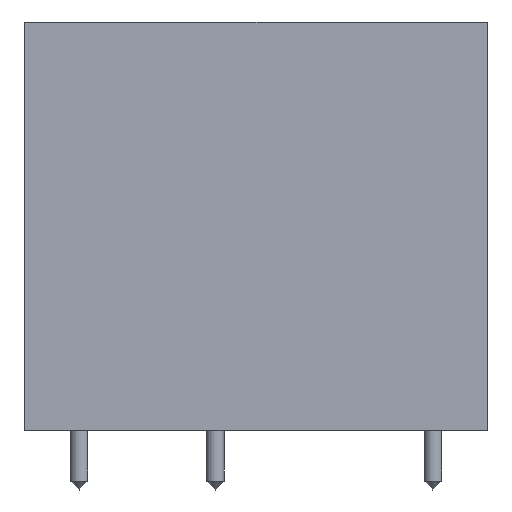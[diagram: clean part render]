
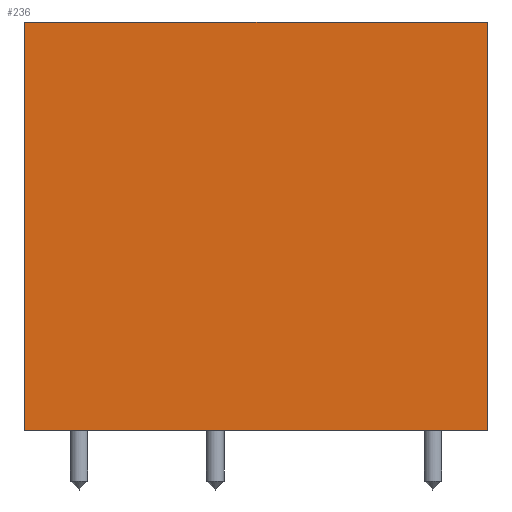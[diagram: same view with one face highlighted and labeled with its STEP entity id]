
A CAD part, left-side view. The second image highlights one B-rep face of the part: STEP entity #236.
In plain terms, the highlighted planar face has unit normal (-1, 0, 0).
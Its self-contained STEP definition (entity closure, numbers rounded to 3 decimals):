
#21=PLANE('',#272);
#39=FACE_OUTER_BOUND('',#53,.T.);
#53=EDGE_LOOP('',(#196,#197,#198,#199));
#77=LINE('',#383,#97);
#85=LINE('',#398,#105);
#86=LINE('',#400,#106);
#87=LINE('',#401,#107);
#97=VECTOR('',#320,10.);
#105=VECTOR('',#332,10.);
#106=VECTOR('',#335,10.);
#107=VECTOR('',#336,10.);
#121=VERTEX_POINT('',#380);
#122=VERTEX_POINT('',#382);
#126=VERTEX_POINT('',#394);
#127=VERTEX_POINT('',#396);
#145=EDGE_CURVE('',#121,#122,#77,.T.);
#153=EDGE_CURVE('',#126,#127,#85,.T.);
#154=EDGE_CURVE('',#121,#126,#86,.T.);
#155=EDGE_CURVE('',#122,#127,#87,.T.);
#196=ORIENTED_EDGE('',*,*,#154,.T.);
#197=ORIENTED_EDGE('',*,*,#153,.T.);
#198=ORIENTED_EDGE('',*,*,#155,.F.);
#199=ORIENTED_EDGE('',*,*,#145,.F.);
#236=ADVANCED_FACE('',(#39),#21,.T.);
#272=AXIS2_PLACEMENT_3D('',#399,#333,#334);
#320=DIRECTION('',(0.,0.,1.));
#332=DIRECTION('',(0.,0.,1.));
#333=DIRECTION('center_axis',(-1.,0.,0.));
#334=DIRECTION('ref_axis',(0.,-1.,0.));
#335=DIRECTION('',(0.,-1.,0.));
#336=DIRECTION('',(0.,-1.,0.));
#380=CARTESIAN_POINT('',(0.,27.2,0.));
#382=CARTESIAN_POINT('',(0.,27.2,24.));
#383=CARTESIAN_POINT('',(0.,27.2,0.));
#394=CARTESIAN_POINT('',(0.,0.,0.));
#396=CARTESIAN_POINT('',(0.,0.,24.));
#398=CARTESIAN_POINT('',(0.,0.,0.));
#399=CARTESIAN_POINT('Origin',(0.,27.2,0.));
#400=CARTESIAN_POINT('',(0.,27.2,0.));
#401=CARTESIAN_POINT('',(0.,27.2,24.));
